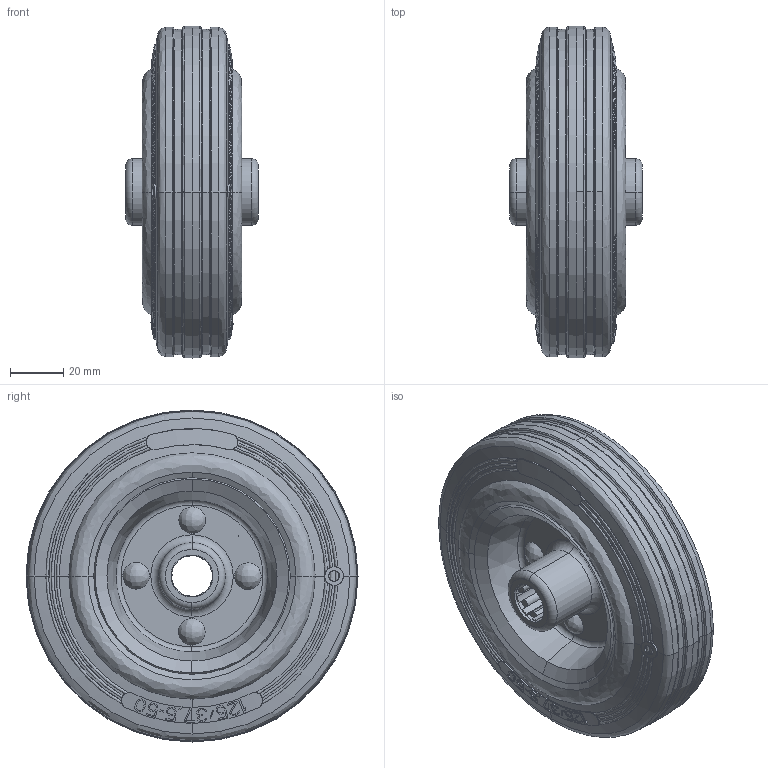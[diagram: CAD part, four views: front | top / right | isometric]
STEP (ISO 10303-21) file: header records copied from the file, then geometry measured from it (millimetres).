
FILE_DESCRIPTION (( 'STEP AP214' ), '1' );
FILE_NAME ('0013159WIC.step', '2024-07-26T07:05:29', ( '' ), ( '' ), 'SwSTEP 2.0', 'SolidWorks 2020', '' );
FILE_SCHEMA (( 'AUTOMOTIVE_DESIGN' ));
Length unit declared in the file: millimetre
Products named in the file (1): 0013159WIC
Bounding box: 50 x 125 x 125 mm (x, y, z)
Surface area: 55811.9 mm2 (no closed solid volume)
Topology: 0 solids, 533 shells, 739 faces, 3854 edges, 3621 vertices
Faces by surface type: plane 432, cylinder 105, cone 96, bspline 94, torus 12
Entity records: 54527 total; most frequent: CARTESIAN_POINT 20377, ORIENTED_EDGE 4286, DIRECTION 4066, EDGE_CURVE 3853, VERTEX_POINT 3621, VECTOR 1680, LINE 1680, B_SPLINE_CURVE_WITH_KNOTS 1616
